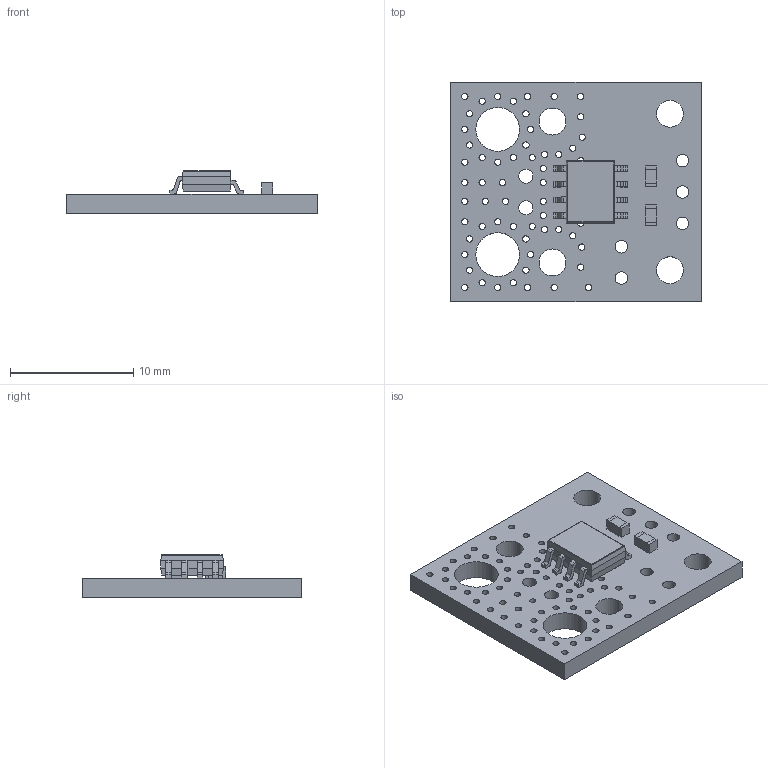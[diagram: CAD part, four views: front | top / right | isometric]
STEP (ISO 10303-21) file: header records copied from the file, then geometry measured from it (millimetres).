
FILE_DESCRIPTION (( 'STEP AP214' ), '1' );
FILE_NAME ('achs-712x-current-sensor-carrier-step,step.STEP', '2019-03-21T21:41:04', ( '' ), ( '' ), 'SwSTEP 2.0', 'SolidWorks 2016', '' );
FILE_SCHEMA (( 'AUTOMOTIVE_DESIGN' ));
Length unit declared in the file: millimetre
Products named in the file (1): achs-712x-current-sensor-carrier-step,step
Bounding box: 20.32 x 17.78 x 3.48 mm (x, y, z)
Volume: 522.7 mm3; surface area: 1100.7 mm2
Topology: 1 solids, 1 shells, 632 faces, 1759 edges, 1160 vertices
Faces by surface type: plane 287, cylinder 190, bspline 155
Entity records: 32843 total; most frequent: CARTESIAN_POINT 10091, ORIENTED_EDGE 3518, DIRECTION 2749, EDGE_CURVE 1759, VERTEX_POINT 1160, VECTOR 1065, LINE 1065, AXIS2_PLACEMENT_3D 842
